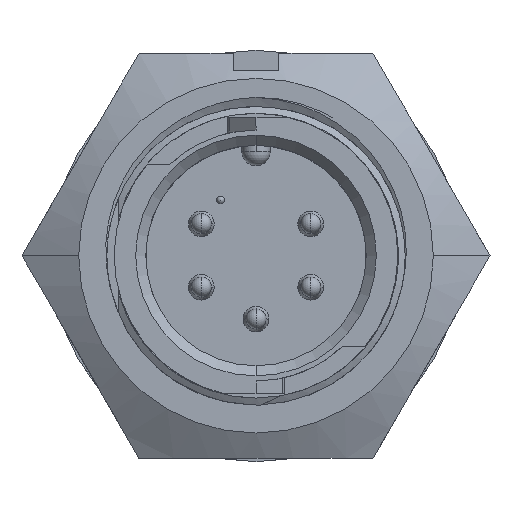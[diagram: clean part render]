
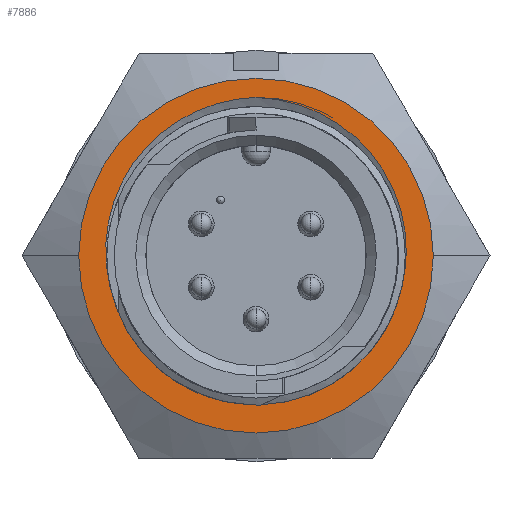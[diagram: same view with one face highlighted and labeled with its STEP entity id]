
A CAD part, top view. The second image highlights one B-rep face of the part: STEP entity #7886.
In plain terms, the highlighted planar face has unit normal (0, 0, 1).
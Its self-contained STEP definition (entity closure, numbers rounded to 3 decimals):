
#185 = CARTESIAN_POINT ( 'NONE',  ( -5.156, 5.813, -4.648 ) ) ;
#283 = ORIENTED_EDGE ( 'NONE', *, *, #7080, .T. ) ;
#379 = AXIS2_PLACEMENT_3D ( 'NONE', #3373, #14761, #8504 ) ;
#461 = VERTEX_POINT ( 'NONE', #5759 ) ;
#488 = CIRCLE ( 'NONE', #8025, 7.48 ) ;
#506 = VERTEX_POINT ( 'NONE', #11173 ) ;
#806 = AXIS2_PLACEMENT_3D ( 'NONE', #13273, #7872, #8112 ) ;
#875 = DIRECTION ( 'NONE',  ( 1., 0., 0. ) ) ;
#1016 = CARTESIAN_POINT ( 'NONE',  ( 7.466, -0.913, -4.648 ) ) ;
#1102 = CARTESIAN_POINT ( 'NONE',  ( 0.57, 7.904, -4.648 ) ) ;
#1349 = CARTESIAN_POINT ( 'NONE',  ( 5.145, 5.822, -4.648 ) ) ;
#1446 = CARTESIAN_POINT ( 'NONE',  ( -6.251, 4.521, -4.648 ) ) ;
#1561 = ORIENTED_EDGE ( 'NONE', *, *, #13398, .F. ) ;
#1773 = CARTESIAN_POINT ( 'NONE',  ( -7.475, 1.358, -4.648 ) ) ;
#1882 = ORIENTED_EDGE ( 'NONE', *, *, #11186, .F. ) ;
#1978 = CIRCLE ( 'NONE', #379, 7.48 ) ;
#2714 = VERTEX_POINT ( 'NONE', #7696 ) ;
#2784 = CARTESIAN_POINT ( 'NONE',  ( -4.27, 6.536, -4.648 ) ) ;
#2868 = CARTESIAN_POINT ( 'NONE',  ( -7.517, -0.343, -4.648 ) ) ;
#2964 = EDGE_LOOP ( 'NONE', ( #11368, #11268 ) ) ;
#3373 = CARTESIAN_POINT ( 'NONE',  ( 0., 0., -4.648 ) ) ;
#3448 = CARTESIAN_POINT ( 'NONE',  ( -2.248, 7.557, -4.648 ) ) ;
#3799 = CARTESIAN_POINT ( 'NONE',  ( 2.774, 7.36, -4.648 ) ) ;
#3815 = LINE ( 'NONE', #7860, #14436 ) ;
#3855 = B_SPLINE_CURVE_WITH_KNOTS ( 'NONE', 3,
 ( #6763, #15616, #4076, #3991 ),
 .UNSPECIFIED., .F., .F.,
 ( 4, 4 ),
 ( 0.009, 0.01 ),
 .UNSPECIFIED. ) ;
#3967 = CARTESIAN_POINT ( 'NONE',  ( 7.23, 2.457, -4.648 ) ) ;
#3991 = CARTESIAN_POINT ( 'NONE',  ( 0.232, -7.496, -4.648 ) ) ;
#4076 = CARTESIAN_POINT ( 'NONE',  ( 0.044, -7.495, -4.648 ) ) ;
#4310 = CARTESIAN_POINT ( 'NONE',  ( -7.334, -1.47, -4.648 ) ) ;
#4470 = CARTESIAN_POINT ( 'NONE',  ( 0., 7.938, -4.648 ) ) ;
#4551 = CIRCLE ( 'NONE', #9116, 8.89 ) ;
#4588 = VERTEX_POINT ( 'NONE', #14574 ) ;
#4905 = CARTESIAN_POINT ( 'NONE',  ( 7.537, 0.781, -4.648 ) ) ;
#5024 = EDGE_CURVE ( 'NONE', #4588, #506, #1978, .T. ) ;
#5232 = CARTESIAN_POINT ( 'NONE',  ( 6.557, 4.028, -4.648 ) ) ;
#5243 = CARTESIAN_POINT ( 'NONE',  ( -7.04, 3.009, -4.648 ) ) ;
#5529 = CIRCLE ( 'NONE', #5783, 8.89 ) ;
#5759 = CARTESIAN_POINT ( 'NONE',  ( 8.89, 0., -4.648 ) ) ;
#5783 = AXIS2_PLACEMENT_3D ( 'NONE', #11872, #10707, #7974 ) ;
#6241 = CARTESIAN_POINT ( 'NONE',  ( 4.269, 6.536, -4.648 ) ) ;
#6350 = CARTESIAN_POINT ( 'NONE',  ( 7.334, -1.47, -4.648 ) ) ;
#6486 = CARTESIAN_POINT ( 'NONE',  ( 5.55, 5.413, -4.648 ) ) ;
#6697 = VERTEX_POINT ( 'NONE', #6350 ) ;
#6763 = CARTESIAN_POINT ( 'NONE',  ( -0.332, -7.473, -4.648 ) ) ;
#6915 = CARTESIAN_POINT ( 'NONE',  ( -7.225, 2.475, -4.648 ) ) ;
#7080 = EDGE_CURVE ( 'NONE', #2714, #6697, #9544, .T. ) ;
#7264 = ORIENTED_EDGE ( 'NONE', *, *, #9480, .T. ) ;
#7388 = EDGE_LOOP ( 'NONE', ( #1882, #10825, #7264, #283, #1561, #9954 ) ) ;
#7429 = CARTESIAN_POINT ( 'NONE',  ( 1.136, 7.824, -4.648 ) ) ;
#7508 = CARTESIAN_POINT ( 'NONE',  ( 0., 7.938, -4.648 ) ) ;
#7696 = CARTESIAN_POINT ( 'NONE',  ( 0., 7.938, -4.648 ) ) ;
#7850 = CARTESIAN_POINT ( 'NONE',  ( -6.555, 4.03, -4.648 ) ) ;
#7860 = CARTESIAN_POINT ( 'NONE',  ( -5.804, -10.294, -4.648 ) ) ;
#7872 = DIRECTION ( 'NONE',  ( 0., 0., -1. ) ) ;
#7886 = ADVANCED_FACE ( 'NONE', ( #9030, #14108 ), #15544, .F. ) ;
#7935 = CARTESIAN_POINT ( 'NONE',  ( -3.795, 6.844, -4.648 ) ) ;
#7974 = DIRECTION ( 'NONE',  ( -1., 0., 0. ) ) ;
#8025 = AXIS2_PLACEMENT_3D ( 'NONE', #12273, #12354, #875 ) ;
#8112 = DIRECTION ( 'NONE',  ( -1., 0., 0. ) ) ;
#8171 = CARTESIAN_POINT ( 'NONE',  ( -7.45, -0.91, -4.648 ) ) ;
#8368 = EDGE_CURVE ( 'NONE', #461, #13803, #5529, .T. ) ;
#8504 = DIRECTION ( 'NONE',  ( 1., 0., 0. ) ) ;
#9030 = FACE_OUTER_BOUND ( 'NONE', #2964, .T. ) ;
#9102 = CARTESIAN_POINT ( 'NONE',  ( -7.4, -1.192, -4.648 ) ) ;
#9116 = AXIS2_PLACEMENT_3D ( 'NONE', #11226, #14825, #12388 ) ;
#9412 = CARTESIAN_POINT ( 'NONE',  ( -8.89, 0., -4.648 ) ) ;
#9480 = EDGE_CURVE ( 'NONE', #4588, #2714, #11474, .T. ) ;
#9544 = B_SPLINE_CURVE_WITH_KNOTS ( 'NONE', 3,
 ( #7508, #15338, #1102, #7429, #14084, #10256, #3799, #12829, #6241, #1349, #6486, #11580, #5232, #12658, #3967, #11332, #4905, #12495, #1016, #11252 ),
 .UNSPECIFIED., .F., .F.,
 ( 4, 2, 2, 2, 2, 2, 2, 2, 2, 4 ),
 ( 0., 0.001, 0.002, 0.003, 0.005, 0.007, 0.009, 0.01, 0.012, 0.014 ),
 .UNSPECIFIED. ) ;
#9754 = CARTESIAN_POINT ( 'NONE',  ( -0.572, 7.92, -4.648 ) ) ;
#9954 = ORIENTED_EDGE ( 'NONE', *, *, #10407, .F. ) ;
#10256 = CARTESIAN_POINT ( 'NONE',  ( 2.242, 7.558, -4.648 ) ) ;
#10407 = EDGE_CURVE ( 'NONE', #11850, #14283, #3815, .T. ) ;
#10707 = DIRECTION ( 'NONE',  ( 0., 0., -1. ) ) ;
#10825 = ORIENTED_EDGE ( 'NONE', *, *, #5024, .F. ) ;
#10829 = CARTESIAN_POINT ( 'NONE',  ( -1.142, 7.839, -4.648 ) ) ;
#11173 = CARTESIAN_POINT ( 'NONE',  ( -0.332, -7.473, -4.648 ) ) ;
#11186 = EDGE_CURVE ( 'NONE', #506, #11850, #3855, .T. ) ;
#11226 = CARTESIAN_POINT ( 'NONE',  ( 0., 0., -4.648 ) ) ;
#11252 = CARTESIAN_POINT ( 'NONE',  ( 7.334, -1.47, -4.648 ) ) ;
#11268 = ORIENTED_EDGE ( 'NONE', *, *, #8368, .F. ) ;
#11306 = EDGE_CURVE ( 'NONE', #13803, #461, #4551, .T. ) ;
#11332 = CARTESIAN_POINT ( 'NONE',  ( 7.475, 1.355, -4.648 ) ) ;
#11368 = ORIENTED_EDGE ( 'NONE', *, *, #11306, .F. ) ;
#11474 = B_SPLINE_CURVE_WITH_KNOTS ( 'NONE', 3,
 ( #4310, #9102, #8171, #2868, #13097, #14179, #1773, #6915, #5243, #7850, #1446, #11672, #185, #2784, #7935, #11754, #3448, #10829, #9754, #4470 ),
 .UNSPECIFIED., .F., .F.,
 ( 4, 2, 2, 2, 2, 2, 2, 2, 2, 4 ),
 ( 0., 0.001, 0.002, 0.003, 0.005, 0.007, 0.009, 0.01, 0.012, 0.014 ),
 .UNSPECIFIED. ) ;
#11515 = DIRECTION ( 'NONE',  ( 0.907, 0.421, 0. ) ) ;
#11580 = CARTESIAN_POINT ( 'NONE',  ( 6.255, 4.516, -4.648 ) ) ;
#11672 = CARTESIAN_POINT ( 'NONE',  ( -5.552, 5.41, -4.648 ) ) ;
#11754 = CARTESIAN_POINT ( 'NONE',  ( -2.787, 7.354, -4.648 ) ) ;
#11850 = VERTEX_POINT ( 'NONE', #13463 ) ;
#11872 = CARTESIAN_POINT ( 'NONE',  ( 0., 0., -4.648 ) ) ;
#12273 = CARTESIAN_POINT ( 'NONE',  ( 0., 0., -4.648 ) ) ;
#12354 = DIRECTION ( 'NONE',  ( 0., 0., 1. ) ) ;
#12388 = DIRECTION ( 'NONE',  ( -1., 0., 0. ) ) ;
#12495 = CARTESIAN_POINT ( 'NONE',  ( 7.532, -0.351, -4.648 ) ) ;
#12658 = CARTESIAN_POINT ( 'NONE',  ( 7.047, 2.994, -4.648 ) ) ;
#12719 = CARTESIAN_POINT ( 'NONE',  ( 0.277, -7.475, -4.648 ) ) ;
#12829 = CARTESIAN_POINT ( 'NONE',  ( 3.795, 6.845, -4.648 ) ) ;
#13097 = CARTESIAN_POINT ( 'NONE',  ( -7.534, -0.057, -4.648 ) ) ;
#13273 = CARTESIAN_POINT ( 'NONE',  ( -5.866, -10.16, -4.648 ) ) ;
#13398 = EDGE_CURVE ( 'NONE', #14283, #6697, #488, .T. ) ;
#13463 = CARTESIAN_POINT ( 'NONE',  ( 0.232, -7.496, -4.648 ) ) ;
#13803 = VERTEX_POINT ( 'NONE', #9412 ) ;
#14084 = CARTESIAN_POINT ( 'NONE',  ( 1.417, 7.769, -4.648 ) ) ;
#14108 = FACE_BOUND ( 'NONE', #7388, .T. ) ;
#14179 = CARTESIAN_POINT ( 'NONE',  ( -7.536, 0.794, -4.648 ) ) ;
#14283 = VERTEX_POINT ( 'NONE', #12719 ) ;
#14436 = VECTOR ( 'NONE', #11515, 1000. ) ;
#14574 = CARTESIAN_POINT ( 'NONE',  ( -7.334, -1.47, -4.648 ) ) ;
#14761 = DIRECTION ( 'NONE',  ( 0., 0., 1. ) ) ;
#14825 = DIRECTION ( 'NONE',  ( 0., 0., -1. ) ) ;
#15338 = CARTESIAN_POINT ( 'NONE',  ( 0.286, 7.929, -4.648 ) ) ;
#15544 = PLANE ( 'NONE',  #806 ) ;
#15616 = CARTESIAN_POINT ( 'NONE',  ( -0.144, -7.488, -4.648 ) ) ;
